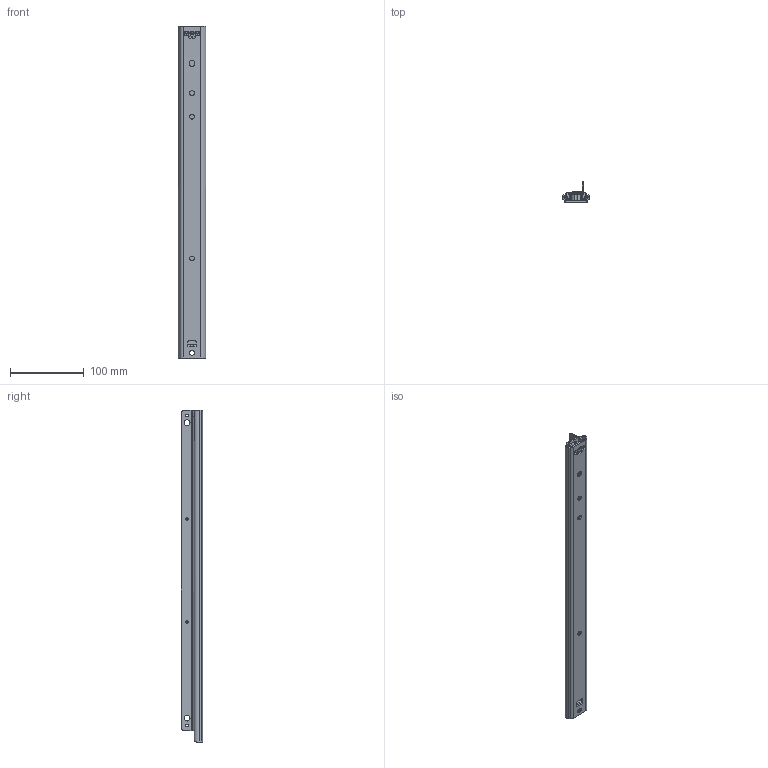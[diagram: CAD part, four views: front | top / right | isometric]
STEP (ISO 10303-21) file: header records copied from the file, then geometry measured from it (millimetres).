
FILE_DESCRIPTION(/* description */ ('FINN 450 / 339 (13,5mm)'),/* implementation_level */ '2;1');
FILE_NAME(/* name */ '107242_00_IN.stp',/* time_stamp */ '2023-07-10T15:31:03+02:00',/* author */ ('r.groen'),/* organization */ (''),/* preprocessor_version */ 'ST-DEVELOPER v18.1',/* originating_system */ 'Autodesk Inventor 2022',/* authorisation */ '');
FILE_SCHEMA (('AUTOMOTIVE_DESIGN { 1 0 10303 214 3 1 1 }'));
Length unit declared in the file: millimetre
Products named in the file (12): 107242	; 107242_C00_MASTER_2D; 107242_C01_KP; 107242_C04_KP; 921072; 107242_C02_KK; 107242_C05_KK; 921058; 107242_C06_KOGEL; 107242_C10_LP; 107242_C07_LP; 516-068
Assembly tree (23 placements, depth 3):
  107242	
    107242_C00_MASTER_2D
    107242_C01_KP
      107242_C04_KP
      921072
    107242_C02_KK
      107242_C05_KK
      921058  x2
      107242_C06_KOGEL  x12
    107242_C10_LP
      107242_C07_LP
      516-068
Bounding box: 37 x 28.5 x 450 mm (x, y, z)
Volume: 98765.7 mm3; surface area: 115882.8 mm2
Topology: 21 solids, 21 shells, 879 faces, 2477 edges, 1618 vertices
Faces by surface type: plane 523, cylinder 312, sphere 22, cone 18, bspline 4
Full cylindrical faces by diameter (mm): 3.3 x4, 5.9 x12, 6.5 x4, 8 x1, 8.1 x2
Entity records: 24343 total; most frequent: CARTESIAN_POINT 4507, ORIENTED_EDGE 4090, DIRECTION 4045, EDGE_CURVE 2045, LINE 1485, VECTOR 1485, VERTEX_POINT 1345, AXIS2_PLACEMENT_3D 1280
